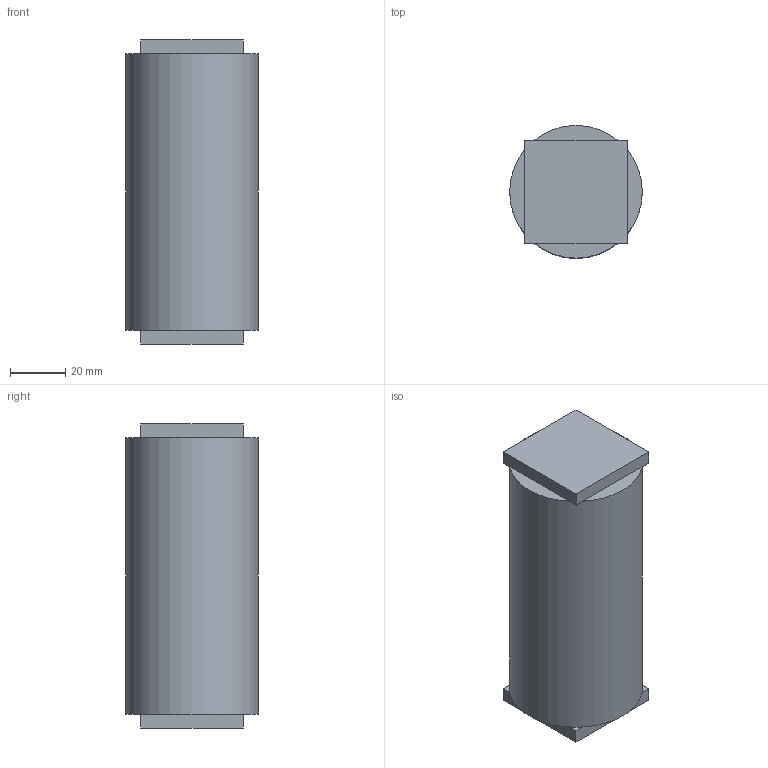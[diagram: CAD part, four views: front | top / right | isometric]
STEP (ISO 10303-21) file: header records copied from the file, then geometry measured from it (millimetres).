
FILE_DESCRIPTION(/* description */ (''),/* implementation_level */ '2;1');
FILE_NAME(/* name */ 'Stuðningur við mót.step',/* time_stamp */ '2022-04-18T13:45:06+00:00',/* author */ (''),/* organization */ (''),/* preprocessor_version */ 'ST-DEVELOPER v18.1',/* originating_system */ 'Autodesk Translation Framework v10.14.0.1471',/* authorisation */ '');
FILE_SCHEMA (('AUTOMOTIVE_DESIGN { 1 0 10303 214 3 1 1 }'));
Length unit declared in the file: millimetre
Products named in the file (1): Golf_3.3_Component3
Bounding box: 48 x 48 x 110 mm (x, y, z)
Volume: 76394.4 mm3; surface area: 33908.4 mm2
Topology: 1 solids, 2 shells, 31 faces, 64 edges, 37 vertices
Faces by surface type: plane 28, cylinder 2, torus 1
Full cylindrical faces by diameter (mm): 44 x1, 48 x1
Entity records: 835 total; most frequent: DIRECTION 150, CARTESIAN_POINT 133, ORIENTED_EDGE 128, EDGE_CURVE 64, AXIS2_PLACEMENT_3D 54, LINE 42, VECTOR 42, VERTEX_POINT 37
